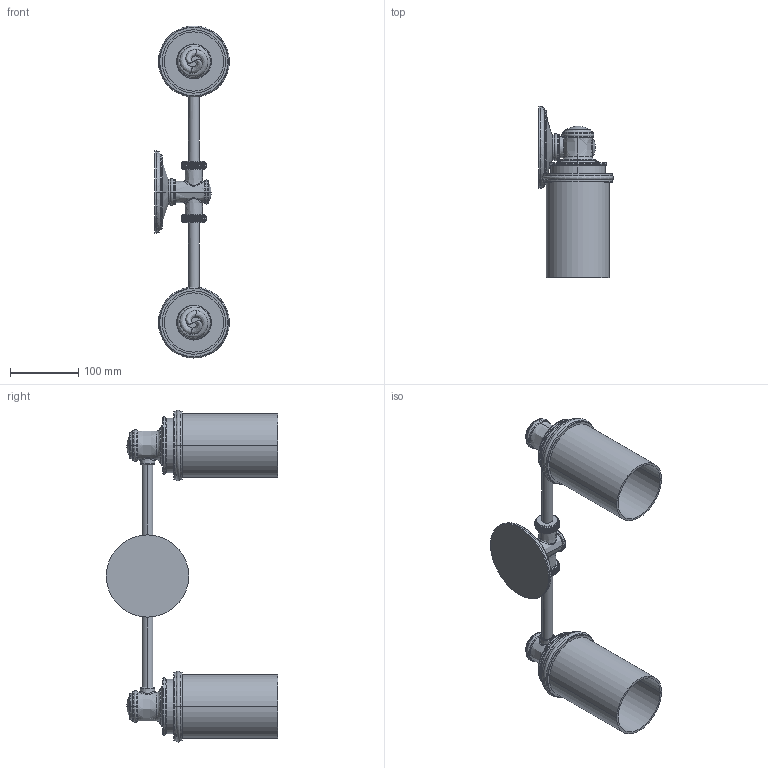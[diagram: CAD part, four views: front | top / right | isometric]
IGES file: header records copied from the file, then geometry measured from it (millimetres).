
Start section:  PTC IGES file: 4582.igs
Global section: file name: 4582.igs; native system: Creo Parametric by PTC Inc.; preprocessor: 2018400; author: jinson.thomas; organization: Unknown; date: 20210614.112735; units: inch
Bounding box: 109.45 x 250.89 x 486.68 mm (x, y, z)
Volume: 1173516.9 mm3; surface area: 311863 mm2
Topology: 1 solids, 1 shells, 1595 faces, 3435 edges, 1807 vertices
Faces by surface type: bspline 943, revolution 652
